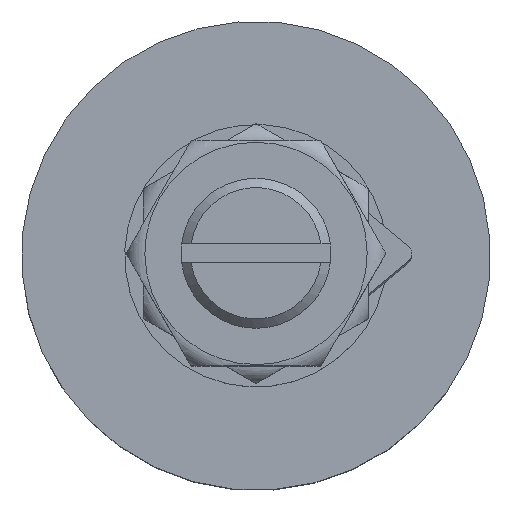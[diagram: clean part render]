
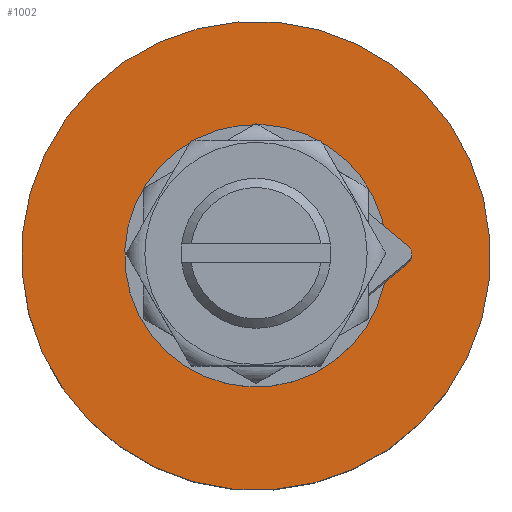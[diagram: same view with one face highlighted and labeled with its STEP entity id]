
A CAD part, top view. The second image highlights one B-rep face of the part: STEP entity #1002.
In plain terms, the highlighted planar face has unit normal (0, 0, 1).
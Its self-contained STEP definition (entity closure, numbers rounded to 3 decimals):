
#89=FACE_BOUND('',#351,.T.);
#242=PLANE('',#1281);
#289=FACE_OUTER_BOUND('',#350,.T.);
#350=EDGE_LOOP('',(#779));
#351=EDGE_LOOP('',(#780));
#424=CIRCLE('',#1277,12.075);
#425=CIRCLE('',#1279,25.);
#496=VERTEX_POINT('',#1794);
#497=VERTEX_POINT('',#1798);
#602=EDGE_CURVE('',#496,#496,#424,.T.);
#603=EDGE_CURVE('',#497,#497,#425,.T.);
#779=ORIENTED_EDGE('',*,*,#603,.F.);
#780=ORIENTED_EDGE('',*,*,#602,.T.);
#1002=ADVANCED_FACE('',(#289,#89),#242,.F.);
#1277=AXIS2_PLACEMENT_3D('',#1796,#1461,#1462);
#1279=AXIS2_PLACEMENT_3D('',#1799,#1465,#1466);
#1281=AXIS2_PLACEMENT_3D('',#1803,#1470,#1471);
#1461=DIRECTION('center_axis',(0.,0.,-1.));
#1462=DIRECTION('ref_axis',(-1.,0.,0.));
#1465=DIRECTION('center_axis',(0.,0.,-1.));
#1466=DIRECTION('ref_axis',(-1.,0.,0.));
#1470=DIRECTION('center_axis',(0.,0.,-1.));
#1471=DIRECTION('ref_axis',(-1.,0.,0.));
#1794=CARTESIAN_POINT('',(12.075,0.,26.));
#1796=CARTESIAN_POINT('Origin',(0.,0.,26.));
#1798=CARTESIAN_POINT('',(25.,0.,26.));
#1799=CARTESIAN_POINT('Origin',(0.,0.,26.));
#1803=CARTESIAN_POINT('Origin',(0.,0.,26.));
